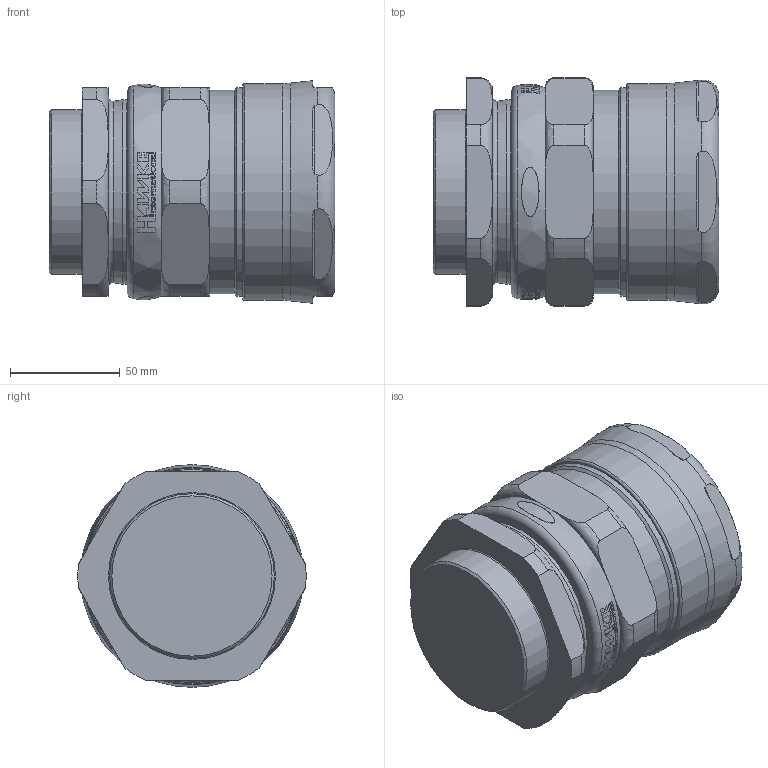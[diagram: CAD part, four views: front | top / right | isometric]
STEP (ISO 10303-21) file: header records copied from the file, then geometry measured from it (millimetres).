
FILE_DESCRIPTION(/* description */ (''),/* implementation_level */ '2;1');
FILE_NAME(/* name */ '701_X F_3_NPT.stp',/* time_stamp */ '2021-05-11T12:05:34+06:00',/* author */ ('vinaykumark'),/* organization */ (''),/* preprocessor_version */ 'ST-DEVELOPER v18',/* originating_system */ 'Autodesk Inventor 2020',/* authorisation */ '');
FILE_SCHEMA (('AUTOMOTIVE_DESIGN { 1 0 10303 214 3 1 1 }'));
Products named in the file (1): 701_X F_3_NPT
Bounding box: 130.04 x 103.97 x 101.43 mm (x, y, z)
Volume: 1347069.9 mm3; surface area: 191752.8 mm2
Topology: 9 solids, 9 shells, 1275 faces, 3419 edges, 2141 vertices
Faces by surface type: plane 591, cone 219, bspline 172, torus 158, cylinder 135
Full cylindrical faces by diameter (mm): 75 x1, 77.5 x1, 78 x1, 83 x2, 84 x2, 84.1 x2, 85 x1, 87.312 x1, 92.52 x1, 92.7 x1, 93 x2, 95 x1, 98.8 x1
Entity records: 48233 total; most frequent: CARTESIAN_POINT 17807, ORIENTED_EDGE 6832, DIRECTION 5350, EDGE_CURVE 3416, AXIS2_PLACEMENT_3D 2208, VERTEX_POINT 2135, EDGE_LOOP 1321, STYLED_ITEM 1287
